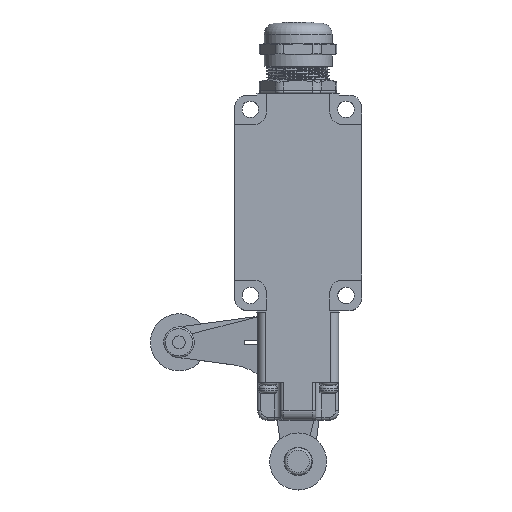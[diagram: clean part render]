
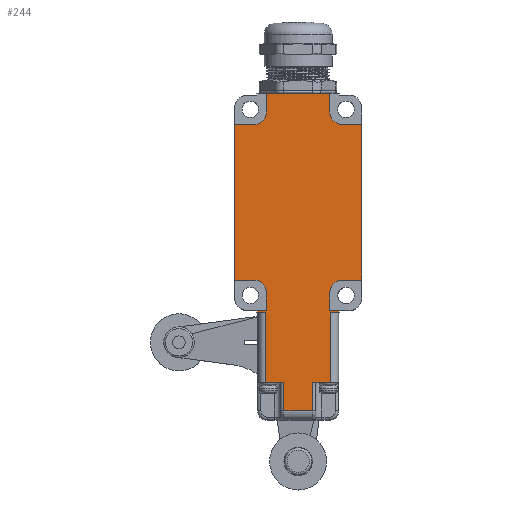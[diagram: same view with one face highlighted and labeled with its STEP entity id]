
A CAD part, top view. The second image highlights one B-rep face of the part: STEP entity #244.
In plain terms, the highlighted face is planar.
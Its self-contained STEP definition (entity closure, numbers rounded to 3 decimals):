
#244=ADVANCED_FACE('',(#2338),#2340,.F.);
#2338=FACE_BOUND('',#2339,.T.);
#2339=EDGE_LOOP('',(#7361,#7362,#7363,#7364,#7365,#7366,#7367,#7368,#7369,#7370,
#7371,#7372,#7373,#7374,#7375,#7376,#7377,#7378,#7379,#7380,#7381,#7382,#7383,#7384,
#7385,#7386,#7387,#7388));
#2340=PLANE('',#2341);
#2341=AXIS2_PLACEMENT_3D('',#2342,#2343,#2344);
#2342=CARTESIAN_POINT('',(0.,0.,0.));
#2343=DIRECTION('',(0.,1.,0.));
#2344=DIRECTION('',(1.,0.,0.));
#7361=ORIENTED_EDGE('',*,*,#9957,.T.);
#7362=ORIENTED_EDGE('',*,*,#10067,.F.);
#7363=ORIENTED_EDGE('',*,*,#10068,.F.);
#7364=ORIENTED_EDGE('',*,*,#10069,.F.);
#7365=ORIENTED_EDGE('',*,*,#10070,.F.);
#7366=ORIENTED_EDGE('',*,*,#10071,.F.);
#7367=ORIENTED_EDGE('',*,*,#10072,.F.);
#7368=ORIENTED_EDGE('',*,*,#10073,.F.);
#7369=ORIENTED_EDGE('',*,*,#10074,.F.);
#7370=ORIENTED_EDGE('',*,*,#10075,.T.);
#7371=ORIENTED_EDGE('',*,*,#10076,.F.);
#7372=ORIENTED_EDGE('',*,*,#10077,.F.);
#7373=ORIENTED_EDGE('',*,*,#10078,.F.);
#7374=ORIENTED_EDGE('',*,*,#10079,.T.);
#7375=ORIENTED_EDGE('',*,*,#10080,.F.);
#7376=ORIENTED_EDGE('',*,*,#10081,.F.);
#7377=ORIENTED_EDGE('',*,*,#10082,.F.);
#7378=ORIENTED_EDGE('',*,*,#10083,.T.);
#7379=ORIENTED_EDGE('',*,*,#10084,.F.);
#7380=ORIENTED_EDGE('',*,*,#10085,.F.);
#7381=ORIENTED_EDGE('',*,*,#10086,.F.);
#7382=ORIENTED_EDGE('',*,*,#10087,.T.);
#7383=ORIENTED_EDGE('',*,*,#10088,.F.);
#7384=ORIENTED_EDGE('',*,*,#10089,.T.);
#7385=ORIENTED_EDGE('',*,*,#9950,.T.);
#7386=ORIENTED_EDGE('',*,*,#10090,.T.);
#7387=ORIENTED_EDGE('',*,*,#10001,.F.);
#7388=ORIENTED_EDGE('',*,*,#9998,.T.);
#9950=EDGE_CURVE('',#11384,#11382,#11385,.T.);
#9957=EDGE_CURVE('',#11398,#11396,#11399,.T.);
#9998=EDGE_CURVE('',#11470,#11398,#11471,.T.);
#10001=EDGE_CURVE('',#11470,#11474,#11475,.T.);
#10067=EDGE_CURVE('',#11570,#11396,#11572,.T.);
#10068=EDGE_CURVE('',#11573,#11570,#11574,.T.);
#10069=EDGE_CURVE('',#11575,#11573,#11576,.T.);
#10070=EDGE_CURVE('',#11577,#11575,#11578,.T.);
#10071=EDGE_CURVE('',#11579,#11577,#11580,.T.);
#10072=EDGE_CURVE('',#11581,#11579,#11582,.T.);
#10073=EDGE_CURVE('',#11583,#11581,#11584,.T.);
#10074=EDGE_CURVE('',#11585,#11583,#11586,.T.);
#10075=EDGE_CURVE('',#11585,#11587,#11588,.T.);
#10076=EDGE_CURVE('',#11589,#11587,#11590,.T.);
#10077=EDGE_CURVE('',#11591,#11589,#11592,.T.);
#10078=EDGE_CURVE('',#11593,#11591,#11594,.T.);
#10079=EDGE_CURVE('',#11593,#11595,#11596,.T.);
#10080=EDGE_CURVE('',#11597,#11595,#11598,.T.);
#10081=EDGE_CURVE('',#11599,#11597,#11600,.T.);
#10082=EDGE_CURVE('',#11601,#11599,#11602,.T.);
#10083=EDGE_CURVE('',#11601,#11603,#11604,.T.);
#10084=EDGE_CURVE('',#11605,#11603,#11606,.T.);
#10085=EDGE_CURVE('',#11607,#11605,#11608,.T.);
#10086=EDGE_CURVE('',#11609,#11607,#11610,.T.);
#10087=EDGE_CURVE('',#11609,#11611,#11612,.T.);
#10088=EDGE_CURVE('',#11613,#11611,#11614,.T.);
#10089=EDGE_CURVE('',#11613,#11384,#11615,.T.);
#10090=EDGE_CURVE('',#11382,#11474,#11616,.T.);
#11382=VERTEX_POINT('',#13817);
#11384=VERTEX_POINT('',#13822);
#11385=LINE('',#13823,#13824);
#11396=VERTEX_POINT('',#13849);
#11398=VERTEX_POINT('',#13854);
#11399=LINE('',#13855,#13856);
#11470=VERTEX_POINT('',#14026);
#11471=LINE('',#14027,#14028);
#11474=VERTEX_POINT('',#14038);
#11475=LINE('',#14039,#14040);
#11570=VERTEX_POINT('',#14297);
#11572=LINE('',#14302,#14303);
#11573=VERTEX_POINT('',#14305);
#11574=LINE('',#14306,#14307);
#11575=VERTEX_POINT('',#14309);
#11576=LINE('',#14310,#14311);
#11577=VERTEX_POINT('',#14313);
#11578=LINE('',#14314,#14315);
#11579=VERTEX_POINT('',#14317);
#11580=LINE('',#14318,#14319);
#11581=VERTEX_POINT('',#14321);
#11582=CIRCLE('',#14322,4.);
#11583=VERTEX_POINT('',#14326);
#11584=LINE('',#14327,#14328);
#11585=VERTEX_POINT('',#14330);
#11586=LINE('',#14331,#14332);
#11587=VERTEX_POINT('',#14334);
#11588=LINE('',#14335,#14336);
#11589=VERTEX_POINT('',#14338);
#11590=CIRCLE('',#14339,4.);
#11591=VERTEX_POINT('',#14343);
#11592=LINE('',#14344,#14345);
#11593=VERTEX_POINT('',#14347);
#11594=LINE('',#14348,#14349);
#11595=VERTEX_POINT('',#14351);
#11596=LINE('',#14352,#14353);
#11597=VERTEX_POINT('',#14355);
#11598=CIRCLE('',#14356,4.);
#11599=VERTEX_POINT('',#14360);
#11600=LINE('',#14361,#14362);
#11601=VERTEX_POINT('',#14364);
#11602=LINE('',#14365,#14366);
#11603=VERTEX_POINT('',#14368);
#11604=LINE('',#14369,#14370);
#11605=VERTEX_POINT('',#14372);
#11606=CIRCLE('',#14373,4.);
#11607=VERTEX_POINT('',#14377);
#11608=LINE('',#14378,#14379);
#11609=VERTEX_POINT('',#14381);
#11610=LINE('',#14382,#14383);
#11611=VERTEX_POINT('',#14385);
#11612=LINE('',#14386,#14387);
#11613=VERTEX_POINT('',#14389);
#11614=LINE('',#14390,#14391);
#11615=LINE('',#14393,#14394);
#11616=LINE('',#14396,#14397);
#13817=CARTESIAN_POINT('',(-4.5,0.,-56.6));
#13822=CARTESIAN_POINT('',(-10.25,0.,-56.6));
#13823=CARTESIAN_POINT('',(-10.25,0.,-56.6));
#13824=VECTOR('',#13825,1.);
#13825=DIRECTION('',(1.,0.,0.));
#13849=CARTESIAN_POINT('',(10.25,0.,-56.6));
#13854=CARTESIAN_POINT('',(4.5,0.,-56.6));
#13855=CARTESIAN_POINT('',(4.5,0.,-56.6));
#13856=VECTOR('',#13857,1.);
#13857=DIRECTION('',(1.,0.,0.));
#14026=CARTESIAN_POINT('',(4.5,0.,-65.6));
#14027=CARTESIAN_POINT('',(4.5,0.,-65.6));
#14028=VECTOR('',#14029,1.);
#14029=DIRECTION('',(0.,0.,1.));
#14038=CARTESIAN_POINT('',(-4.5,0.,-65.6));
#14039=CARTESIAN_POINT('',(4.5,0.,-65.6));
#14040=VECTOR('',#14041,1.);
#14041=DIRECTION('',(-1.,0.,0.));
#14297=CARTESIAN_POINT('',(10.25,0.,-34.5));
#14302=CARTESIAN_POINT('',(10.25,0.,-34.5));
#14303=VECTOR('',#14304,1.);
#14304=DIRECTION('',(0.,0.,-1.));
#14305=CARTESIAN_POINT('',(13.,0.,-34.5));
#14306=CARTESIAN_POINT('',(13.,0.,-34.5));
#14307=VECTOR('',#14308,1.);
#14308=DIRECTION('',(-1.,0.,0.));
#14309=CARTESIAN_POINT('',(13.,0.,-34.));
#14310=CARTESIAN_POINT('',(13.,0.,-34.));
#14311=VECTOR('',#14312,1.);
#14312=DIRECTION('',(0.,0.,-1.));
#14313=CARTESIAN_POINT('',(10.,0.,-34.));
#14314=CARTESIAN_POINT('',(10.,0.,-34.));
#14315=VECTOR('',#14316,1.);
#14316=DIRECTION('',(1.,0.,0.));
#14317=CARTESIAN_POINT('',(10.,0.,-28.35));
#14318=CARTESIAN_POINT('',(10.,0.,-28.35));
#14319=VECTOR('',#14320,1.);
#14320=DIRECTION('',(0.,0.,-1.));
#14321=CARTESIAN_POINT('',(14.,0.,-24.35));
#14322=AXIS2_PLACEMENT_3D('',#14323,#14324,#14325);
#14323=CARTESIAN_POINT('',(14.,0.,-28.35));
#14324=DIRECTION('',(0.,-1.,0.));
#14325=DIRECTION('',(0.,0.,1.));
#14326=CARTESIAN_POINT('',(20.,0.,-24.35));
#14327=CARTESIAN_POINT('',(20.,0.,-24.35));
#14328=VECTOR('',#14329,1.);
#14329=DIRECTION('',(-1.,0.,0.));
#14330=CARTESIAN_POINT('',(20.,0.,24.65));
#14331=CARTESIAN_POINT('',(20.,0.,24.65));
#14332=VECTOR('',#14333,1.);
#14333=DIRECTION('',(0.,0.,-1.));
#14334=CARTESIAN_POINT('',(14.,0.,24.65));
#14335=CARTESIAN_POINT('',(20.,0.,24.65));
#14336=VECTOR('',#14337,1.);
#14337=DIRECTION('',(-1.,0.,0.));
#14338=CARTESIAN_POINT('',(10.,0.,28.65));
#14339=AXIS2_PLACEMENT_3D('',#14340,#14341,#14342);
#14340=CARTESIAN_POINT('',(14.,0.,28.65));
#14341=DIRECTION('',(0.,-1.,0.));
#14342=DIRECTION('',(-1.,0.,0.));
#14343=CARTESIAN_POINT('',(10.,0.,34.5));
#14344=CARTESIAN_POINT('',(10.,0.,34.5));
#14345=VECTOR('',#14346,1.);
#14346=DIRECTION('',(0.,0.,-1.));
#14347=CARTESIAN_POINT('',(-10.,0.,34.5));
#14348=CARTESIAN_POINT('',(-10.,0.,34.5));
#14349=VECTOR('',#14350,1.);
#14350=DIRECTION('',(1.,0.,0.));
#14351=CARTESIAN_POINT('',(-10.,0.,28.65));
#14352=CARTESIAN_POINT('',(-10.,0.,34.5));
#14353=VECTOR('',#14354,1.);
#14354=DIRECTION('',(0.,0.,-1.));
#14355=CARTESIAN_POINT('',(-14.,0.,24.65));
#14356=AXIS2_PLACEMENT_3D('',#14357,#14358,#14359);
#14357=CARTESIAN_POINT('',(-14.,0.,28.65));
#14358=DIRECTION('',(0.,-1.,0.));
#14359=DIRECTION('',(0.,0.,-1.));
#14360=CARTESIAN_POINT('',(-20.,0.,24.65));
#14361=CARTESIAN_POINT('',(-20.,0.,24.65));
#14362=VECTOR('',#14363,1.);
#14363=DIRECTION('',(1.,0.,0.));
#14364=CARTESIAN_POINT('',(-20.,0.,-24.35));
#14365=CARTESIAN_POINT('',(-20.,0.,-24.35));
#14366=VECTOR('',#14367,1.);
#14367=DIRECTION('',(0.,0.,1.));
#14368=CARTESIAN_POINT('',(-14.,0.,-24.35));
#14369=CARTESIAN_POINT('',(-20.,0.,-24.35));
#14370=VECTOR('',#14371,1.);
#14371=DIRECTION('',(1.,0.,0.));
#14372=CARTESIAN_POINT('',(-10.,0.,-28.35));
#14373=AXIS2_PLACEMENT_3D('',#14374,#14375,#14376);
#14374=CARTESIAN_POINT('',(-14.,0.,-28.35));
#14375=DIRECTION('',(0.,-1.,0.));
#14376=DIRECTION('',(1.,0.,0.));
#14377=CARTESIAN_POINT('',(-10.,0.,-34.));
#14378=CARTESIAN_POINT('',(-10.,0.,-34.));
#14379=VECTOR('',#14380,1.);
#14380=DIRECTION('',(0.,0.,1.));
#14381=CARTESIAN_POINT('',(-13.,0.,-34.));
#14382=CARTESIAN_POINT('',(-13.,0.,-34.));
#14383=VECTOR('',#14384,1.);
#14384=DIRECTION('',(1.,0.,0.));
#14385=CARTESIAN_POINT('',(-13.,0.,-34.5));
#14386=CARTESIAN_POINT('',(-13.,0.,-34.));
#14387=VECTOR('',#14388,1.);
#14388=DIRECTION('',(0.,0.,-1.));
#14389=CARTESIAN_POINT('',(-10.25,0.,-34.5));
#14390=CARTESIAN_POINT('',(-10.25,0.,-34.5));
#14391=VECTOR('',#14392,1.);
#14392=DIRECTION('',(-1.,0.,0.));
#14393=CARTESIAN_POINT('',(-10.25,0.,-34.5));
#14394=VECTOR('',#14395,1.);
#14395=DIRECTION('',(0.,0.,-1.));
#14396=CARTESIAN_POINT('',(-4.5,0.,-56.6));
#14397=VECTOR('',#14398,1.);
#14398=DIRECTION('',(0.,0.,-1.));
